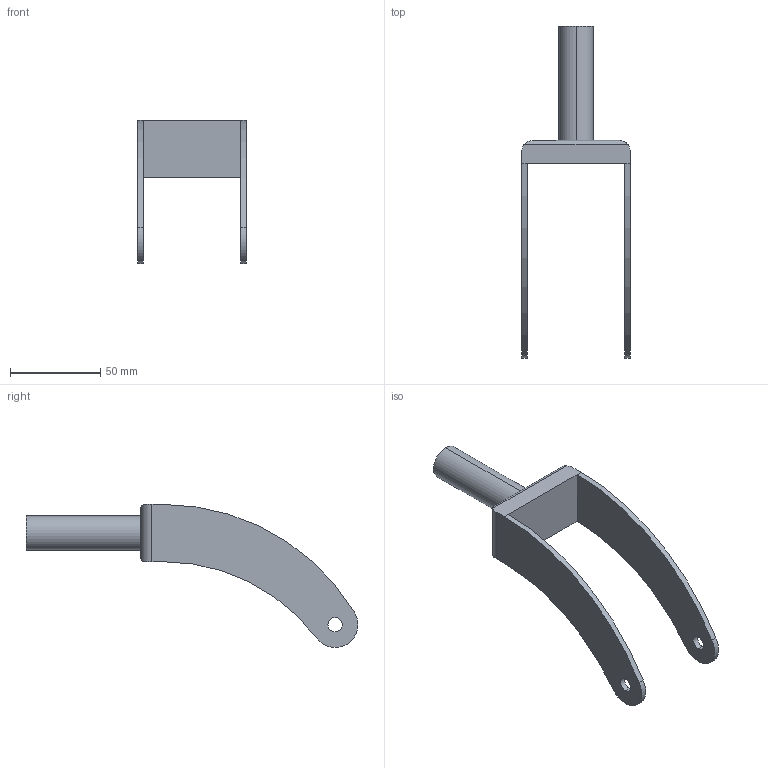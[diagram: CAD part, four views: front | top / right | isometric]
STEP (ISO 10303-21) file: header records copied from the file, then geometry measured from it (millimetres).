
FILE_DESCRIPTION (( 'STEP AP203' ), '1' );
FILE_NAME ('CasterFork_Default_sldprt.STEP', '2016-03-16T08:09:10', ( '' ), ( '' ), 'SwSTEP 2.0', 'SolidWorks 2014', '' );
FILE_SCHEMA (( 'CONFIG_CONTROL_DESIGN' ));
Length unit declared in the file: inch
Products named in the file (1): CasterFork_Default_sldprt
Bounding box: 60.33 x 184.12 x 79.38 mm (x, y, z)
Volume: 64123.3 mm3; surface area: 25389.1 mm2
Topology: 1 solids, 1 shells, 27 faces, 68 edges, 44 vertices
Faces by surface type: cylinder 18, plane 9
Entity records: 957 total; most frequent: CARTESIAN_POINT 196, DIRECTION 152, ORIENTED_EDGE 136, EDGE_CURVE 68, AXIS2_PLACEMENT_3D 60, VERTEX_POINT 44, CIRCLE 32, VECTOR 32
